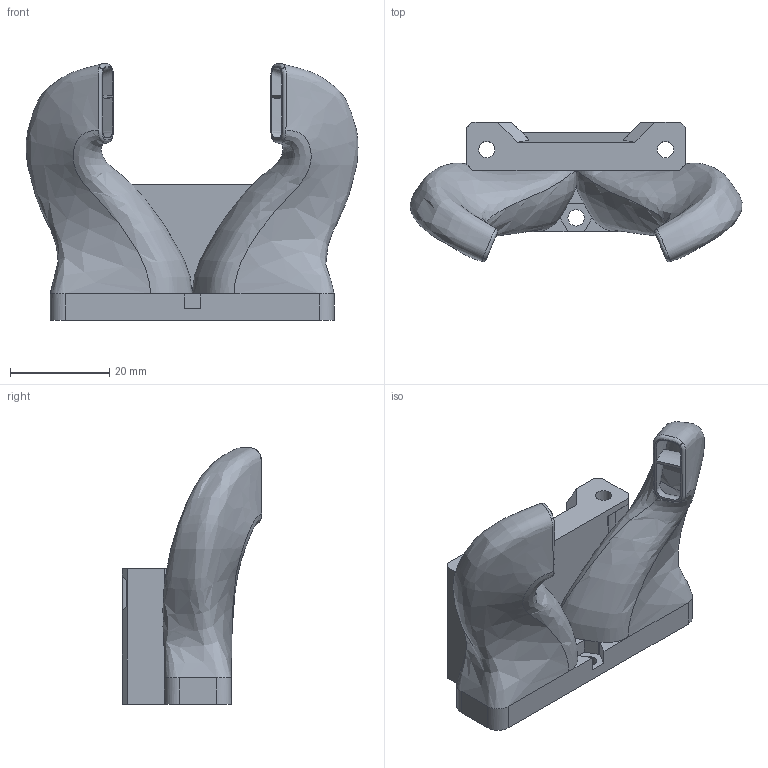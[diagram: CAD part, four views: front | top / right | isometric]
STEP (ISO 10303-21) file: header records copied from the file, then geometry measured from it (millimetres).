
FILE_DESCRIPTION(/* description */ (''),/* implementation_level */ '2;1');
FILE_NAME(/* name */ 'bottom_horns.step',/* time_stamp */ '2022-06-28T13:21:13+01:00',/* author */ (''),/* organization */ (''),/* preprocessor_version */ 'ST-DEVELOPER v19',/* originating_system */ 'Autodesk Translation Framework v11.7.0.108',/* authorisation */ '');
FILE_SCHEMA (('AUTOMOTIVE_DESIGN { 1 0 10303 214 3 1 1 }'));
Length unit declared in the file: millimetre
Products named in the file (1): bottom_horns
Bounding box: 66.89 x 28.09 x 51.64 mm (x, y, z)
Volume: 14674.4 mm3; surface area: 16265.9 mm2
Topology: 1 solids, 1 shells, 123 faces, 415 edges, 290 vertices
Faces by surface type: plane 82, cylinder 21, bspline 20
Full cylindrical faces by diameter (mm): 3.3 x3
Entity records: 23875 total; most frequent: CARTESIAN_POINT 20416, ORIENTED_EDGE 830, DIRECTION 560, EDGE_CURVE 415, VERTEX_POINT 290, LINE 236, VECTOR 236, AXIS2_PLACEMENT_3D 162
